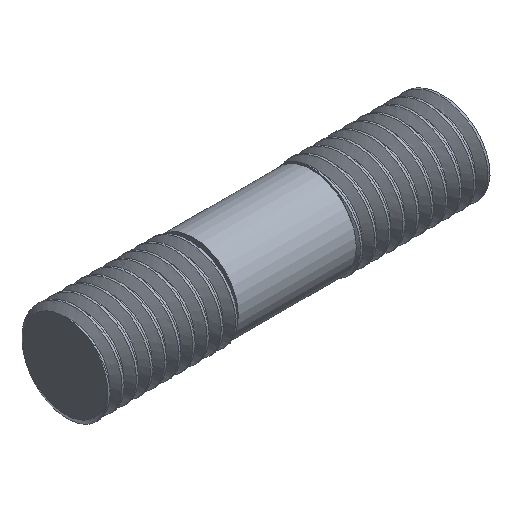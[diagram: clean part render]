
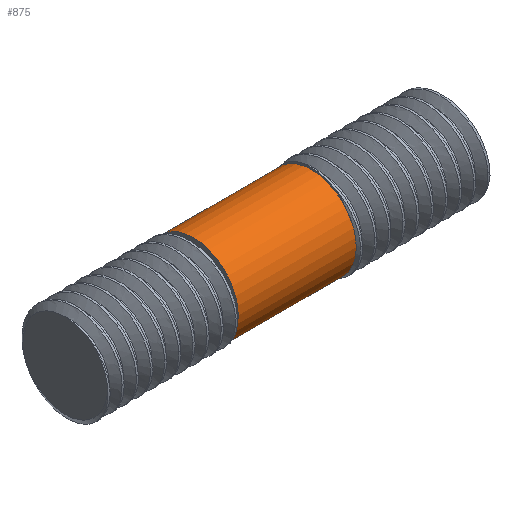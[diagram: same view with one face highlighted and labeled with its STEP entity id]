
A CAD part, isometric view. The second image highlights one B-rep face of the part: STEP entity #875.
In plain terms, the highlighted cylindrical face has radius 4.75 mm (diameter 9.5 mm), a full revolution.
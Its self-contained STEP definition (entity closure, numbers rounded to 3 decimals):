
#121=FACE_OUTER_BOUND('',#174,.T.);
#174=EDGE_LOOP('',(#550,#551,#552,#553));
#227=LINE('',#1167,#266);
#266=VECTOR('',#1009,4.75);
#305=CIRCLE('',#945,4.75);
#306=CIRCLE('',#946,4.75);
#315=VERTEX_POINT('',#1164);
#316=VERTEX_POINT('',#1166);
#409=EDGE_CURVE('',#315,#315,#305,.T.);
#410=EDGE_CURVE('',#315,#316,#227,.T.);
#411=EDGE_CURVE('',#316,#316,#306,.T.);
#550=ORIENTED_EDGE('',*,*,#409,.F.);
#551=ORIENTED_EDGE('',*,*,#410,.T.);
#552=ORIENTED_EDGE('',*,*,#411,.F.);
#553=ORIENTED_EDGE('',*,*,#410,.F.);
#832=CYLINDRICAL_SURFACE('',#944,4.75);
#875=ADVANCED_FACE('',(#121),#832,.T.);
#944=AXIS2_PLACEMENT_3D('',#1163,#1005,#1006);
#945=AXIS2_PLACEMENT_3D('',#1165,#1007,#1008);
#946=AXIS2_PLACEMENT_3D('',#1168,#1010,#1011);
#1005=DIRECTION('center_axis',(-1.,0.,0.));
#1006=DIRECTION('ref_axis',(0.,1.,0.));
#1007=DIRECTION('center_axis',(1.,0.,0.));
#1008=DIRECTION('ref_axis',(0.,1.,0.));
#1009=DIRECTION('',(-1.,0.,0.));
#1010=DIRECTION('center_axis',(-1.,0.,0.));
#1011=DIRECTION('ref_axis',(0.,1.,0.));
#1163=CARTESIAN_POINT('Origin',(12.36,0.,0.));
#1164=CARTESIAN_POINT('',(12.36,-4.75,0.));
#1165=CARTESIAN_POINT('Origin',(12.36,0.,0.));
#1166=CARTESIAN_POINT('',(-0.14,-4.75,0.));
#1167=CARTESIAN_POINT('',(12.36,-4.75,0.));
#1168=CARTESIAN_POINT('Origin',(-0.14,0.,0.));
